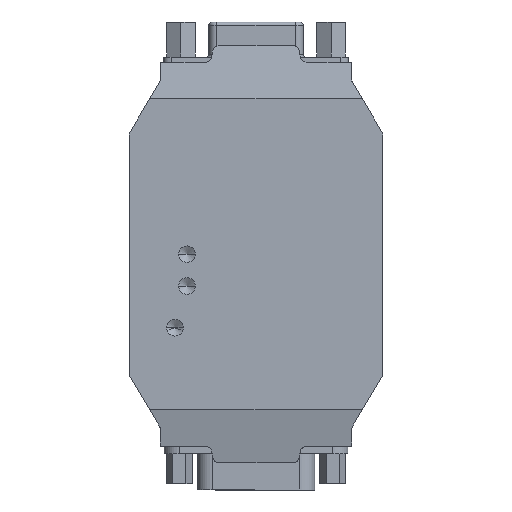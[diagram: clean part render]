
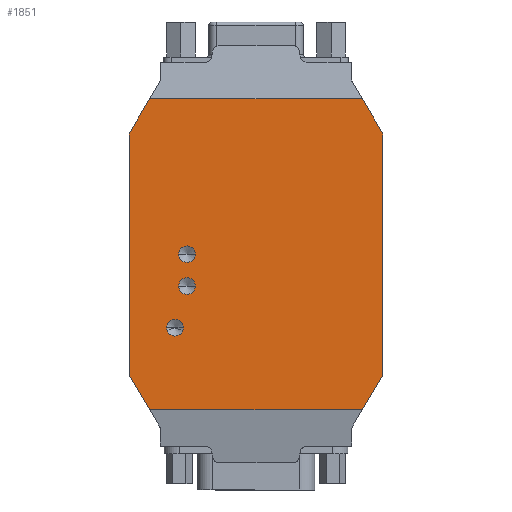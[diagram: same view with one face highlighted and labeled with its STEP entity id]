
A CAD part, front view. The second image highlights one B-rep face of the part: STEP entity #1851.
In plain terms, the highlighted face is planar.
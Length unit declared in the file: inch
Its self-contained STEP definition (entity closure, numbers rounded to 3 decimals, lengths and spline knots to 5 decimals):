
#199=CARTESIAN_POINT('',(10.2426,7.60406,0.0));
#200=VERTEX_POINT('',#199);
#209=CARTESIAN_POINT('',(10.1336,7.60406,0.0));
#210=VERTEX_POINT('',#209);
#211=CARTESIAN_POINT('',(10.1881,7.60406,0.0));
#212=DIRECTION('',(0.0,0.0,-1.0));
#213=DIRECTION('',(1.0,0.0,0.0));
#214=AXIS2_PLACEMENT_3D('',#211,#212,#213);
#215=CIRCLE('',#214,0.0545);
#216=EDGE_CURVE('',#210,#200,#215,.T.);
#264=CARTESIAN_POINT('',(10.1626,7.32906,0.0));
#265=VERTEX_POINT('',#264);
#274=CARTESIAN_POINT('',(10.0536,7.32906,0.0));
#275=VERTEX_POINT('',#274);
#276=CARTESIAN_POINT('',(10.1081,7.32906,0.0));
#277=DIRECTION('',(0.0,0.0,-1.0));
#278=DIRECTION('',(1.0,0.0,0.0));
#279=AXIS2_PLACEMENT_3D('',#276,#277,#278);
#280=CIRCLE('',#279,0.0545);
#281=EDGE_CURVE('',#275,#265,#280,.T.);
#329=CARTESIAN_POINT('',(10.1626,7.11906,0.0));
#330=VERTEX_POINT('',#329);
#339=CARTESIAN_POINT('',(10.0536,7.11906,0.0));
#340=VERTEX_POINT('',#339);
#341=CARTESIAN_POINT('',(10.1081,7.11906,0.0));
#342=DIRECTION('',(0.0,0.0,-1.0));
#343=DIRECTION('',(1.0,0.0,0.0));
#344=AXIS2_PLACEMENT_3D('',#341,#342,#343);
#345=CIRCLE('',#344,0.0545);
#346=EDGE_CURVE('',#340,#330,#345,.T.);
#414=CARTESIAN_POINT('',(10.1081,7.11906,0.0));
#415=DIRECTION('',(0.0,0.0,-1.0));
#416=DIRECTION('',(1.0,0.0,0.0));
#417=AXIS2_PLACEMENT_3D('',#414,#415,#416);
#418=CIRCLE('',#417,0.0545);
#419=EDGE_CURVE('',#330,#340,#418,.T.);
#449=CARTESIAN_POINT('',(10.1081,7.32906,0.0));
#450=DIRECTION('',(0.0,0.0,-1.0));
#451=DIRECTION('',(1.0,0.0,0.0));
#452=AXIS2_PLACEMENT_3D('',#449,#450,#451);
#453=CIRCLE('',#452,0.0545);
#454=EDGE_CURVE('',#265,#275,#453,.T.);
#484=CARTESIAN_POINT('',(10.1881,7.60406,0.0));
#485=DIRECTION('',(0.0,0.0,-1.0));
#486=DIRECTION('',(1.0,0.0,0.0));
#487=AXIS2_PLACEMENT_3D('',#484,#485,#486);
#488=CIRCLE('',#487,0.0545);
#489=EDGE_CURVE('',#200,#210,#488,.T.);
#989=CARTESIAN_POINT('',(10.35438,6.09406,0.0));
#990=VERTEX_POINT('',#989);
#997=CARTESIAN_POINT('',(8.95179,6.09406,0.0));
#998=VERTEX_POINT('',#997);
#999=CARTESIAN_POINT('',(10.35438,6.09406,0.0));
#1000=DIRECTION('',(-1.0,0.0,0.0));
#1001=VECTOR('',#1000,1.40259);
#1002=LINE('',#999,#1001);
#1003=EDGE_CURVE('',#990,#998,#1002,.T.);
#1610=CARTESIAN_POINT('',(8.95177,8.14406,0.0));
#1611=VERTEX_POINT('',#1610);
#1618=CARTESIAN_POINT('',(10.35435,8.14406,0.0));
#1619=VERTEX_POINT('',#1618);
#1620=CARTESIAN_POINT('',(8.95177,8.14406,0.0));
#1621=DIRECTION('',(1.0,0.0,0.0));
#1622=VECTOR('',#1621,1.40259);
#1623=LINE('',#1620,#1622);
#1624=EDGE_CURVE('',#1611,#1619,#1623,.T.);
#1710=CARTESIAN_POINT('',(8.8181,7.90538,0.0));
#1711=VERTEX_POINT('',#1710);
#1718=CARTESIAN_POINT('',(8.82512,7.93092,0.0));
#1719=VERTEX_POINT('',#1718);
#1720=CARTESIAN_POINT('',(8.8681,7.90538,0.0));
#1721=DIRECTION('',(0.0,0.0,-1.));
#1722=DIRECTION('',(-0.964,0.265,0.0));
#1723=AXIS2_PLACEMENT_3D('',#1720,#1721,#1722);
#1724=CIRCLE('',#1723,0.05);
#1725=EDGE_CURVE('',#1711,#1719,#1724,.T.);
#1742=CARTESIAN_POINT('',(8.82512,7.93092,0.0));
#1743=DIRECTION('',(0.511,0.86,0.0));
#1744=VECTOR('',#1743,0.24793);
#1745=LINE('',#1742,#1744);
#1746=EDGE_CURVE('',#1719,#1611,#1745,.T.);
#1765=CARTESIAN_POINT('',(9.65309,7.11906,0.0));
#1766=DIRECTION('',(0.0,0.0,1.0));
#1767=DIRECTION('',(1.0,0.0,0.0));
#1768=AXIS2_PLACEMENT_3D('',#1765,#1766,#1767);
#1769=PLANE('',#1768);
#1770=ORIENTED_EDGE('',*,*,#1725,.F.);
#1771=CARTESIAN_POINT('',(8.8181,6.33284,0.0));
#1772=VERTEX_POINT('',#1771);
#1773=CARTESIAN_POINT('',(8.8181,6.33284,0.0));
#1774=DIRECTION('',(0.0,1.0,0.0));
#1775=VECTOR('',#1774,1.57253);
#1776=LINE('',#1773,#1775);
#1777=EDGE_CURVE('',#1772,#1711,#1776,.T.);
#1778=ORIENTED_EDGE('',*,*,#1777,.F.);
#1779=CARTESIAN_POINT('',(8.82511,6.30731,0.0));
#1780=VERTEX_POINT('',#1779);
#1781=CARTESIAN_POINT('',(8.8681,6.33284,0.0));
#1782=DIRECTION('',(0.0,0.0,-1.0));
#1783=DIRECTION('',(-0.964,-0.265,0.0));
#1784=AXIS2_PLACEMENT_3D('',#1781,#1782,#1783);
#1785=CIRCLE('',#1784,0.05);
#1786=EDGE_CURVE('',#1780,#1772,#1785,.T.);
#1787=ORIENTED_EDGE('',*,*,#1786,.F.);
#1788=CARTESIAN_POINT('',(8.95179,6.09406,0.0));
#1789=DIRECTION('',(-0.511,0.86,0.0));
#1790=VECTOR('',#1789,0.24803);
#1791=LINE('',#1788,#1790);
#1792=EDGE_CURVE('',#998,#1780,#1791,.T.);
#1793=ORIENTED_EDGE('',*,*,#1792,.F.);
#1794=ORIENTED_EDGE('',*,*,#1003,.F.);
#1795=CARTESIAN_POINT('',(10.48108,6.30731,0.0));
#1796=VERTEX_POINT('',#1795);
#1797=CARTESIAN_POINT('',(10.48108,6.30731,0.0));
#1798=DIRECTION('',(-0.511,-0.86,0.0));
#1799=VECTOR('',#1798,0.24805);
#1800=LINE('',#1797,#1799);
#1801=EDGE_CURVE('',#1796,#990,#1800,.T.);
#1802=ORIENTED_EDGE('',*,*,#1801,.F.);
#1803=CARTESIAN_POINT('',(10.4881,6.33285,0.0));
#1804=VERTEX_POINT('',#1803);
#1805=CARTESIAN_POINT('',(10.4381,6.33285,0.0));
#1806=DIRECTION('',(0.0,0.0,-1.));
#1807=DIRECTION('',(0.964,-0.265,0.0));
#1808=AXIS2_PLACEMENT_3D('',#1805,#1806,#1807);
#1809=CIRCLE('',#1808,0.05);
#1810=EDGE_CURVE('',#1804,#1796,#1809,.T.);
#1811=ORIENTED_EDGE('',*,*,#1810,.F.);
#1812=CARTESIAN_POINT('',(10.4881,7.90518,0.0));
#1813=VERTEX_POINT('',#1812);
#1814=CARTESIAN_POINT('',(10.4881,7.90518,0.0));
#1815=DIRECTION('',(0.0,-1.0,0.0));
#1816=VECTOR('',#1815,1.57233);
#1817=LINE('',#1814,#1816);
#1818=EDGE_CURVE('',#1813,#1804,#1817,.T.);
#1819=ORIENTED_EDGE('',*,*,#1818,.F.);
#1820=CARTESIAN_POINT('',(10.48109,7.93072,0.0));
#1821=VERTEX_POINT('',#1820);
#1822=CARTESIAN_POINT('',(10.4381,7.90518,0.0));
#1823=DIRECTION('',(0.0,0.0,-1.0));
#1824=DIRECTION('',(0.964,0.265,0.0));
#1825=AXIS2_PLACEMENT_3D('',#1822,#1823,#1824);
#1826=CIRCLE('',#1825,0.05);
#1827=EDGE_CURVE('',#1821,#1813,#1826,.T.);
#1828=ORIENTED_EDGE('',*,*,#1827,.F.);
#1829=CARTESIAN_POINT('',(10.35435,8.14406,0.0));
#1830=DIRECTION('',(0.511,-0.86,0.0));
#1831=VECTOR('',#1830,0.24815);
#1832=LINE('',#1829,#1831);
#1833=EDGE_CURVE('',#1619,#1821,#1832,.T.);
#1834=ORIENTED_EDGE('',*,*,#1833,.F.);
#1835=ORIENTED_EDGE('',*,*,#1624,.F.);
#1836=ORIENTED_EDGE('',*,*,#1746,.F.);
#1837=EDGE_LOOP('',(#1770,#1778,#1787,#1793,#1794,#1802,#1811,#1819,#1828,#1834,#1835,#1836));
#1838=FACE_OUTER_BOUND('',#1837,.T.);
#1839=ORIENTED_EDGE('',*,*,#419,.T.);
#1840=ORIENTED_EDGE('',*,*,#346,.T.);
#1841=EDGE_LOOP('',(#1839,#1840));
#1842=FACE_BOUND('',#1841,.T.);
#1843=ORIENTED_EDGE('',*,*,#454,.T.);
#1844=ORIENTED_EDGE('',*,*,#281,.T.);
#1845=EDGE_LOOP('',(#1843,#1844));
#1846=FACE_BOUND('',#1845,.T.);
#1847=ORIENTED_EDGE('',*,*,#489,.T.);
#1848=ORIENTED_EDGE('',*,*,#216,.T.);
#1849=EDGE_LOOP('',(#1847,#1848));
#1850=FACE_BOUND('',#1849,.T.);
#1851=ADVANCED_FACE('',(#1838,#1842,#1846,#1850),#1769,.T.);
